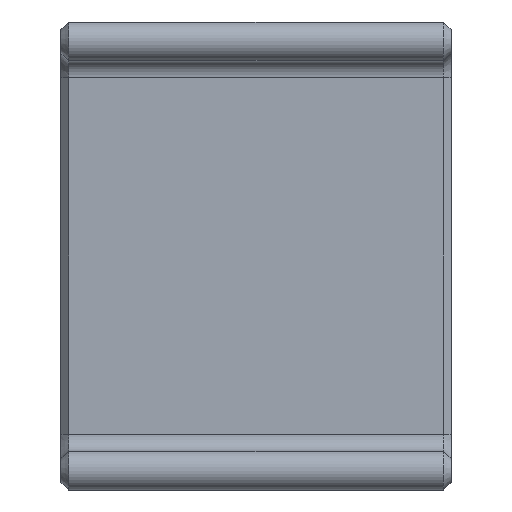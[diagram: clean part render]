
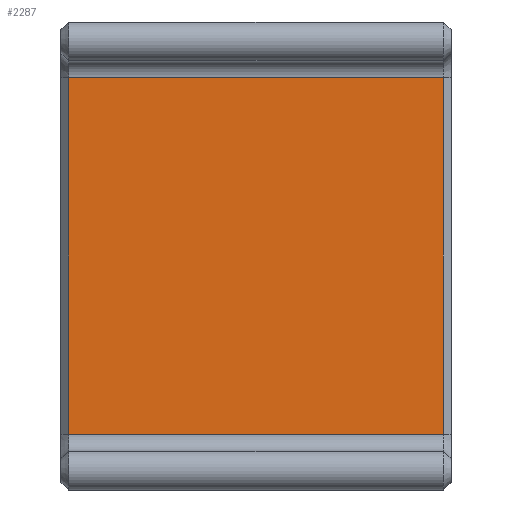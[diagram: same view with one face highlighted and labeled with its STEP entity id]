
A CAD part, left-side view. The second image highlights one B-rep face of the part: STEP entity #2287.
In plain terms, the highlighted planar face has unit normal (-1, 0, 0).
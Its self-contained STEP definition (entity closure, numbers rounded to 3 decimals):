
#53 = DIRECTION ( 'NONE',  ( 1., 0., 0. ) ) ;
#83 = DIRECTION ( 'NONE',  ( 0., 1., 0. ) ) ;
#145 = ORIENTED_EDGE ( 'NONE', *, *, #2749, .T. ) ;
#258 = CARTESIAN_POINT ( 'NONE',  ( -37.5, 0., -13.8 ) ) ;
#282 = LINE ( 'NONE', #1844, #2157 ) ;
#328 = ORIENTED_EDGE ( 'NONE', *, *, #1824, .T. ) ;
#478 = DIRECTION ( 'NONE',  ( 0., -1., 0. ) ) ;
#550 = DIRECTION ( 'NONE',  ( 0., 0., 1. ) ) ;
#656 = EDGE_CURVE ( 'NONE', #2045, #2120, #1513, .T. ) ;
#717 = ORIENTED_EDGE ( 'NONE', *, *, #2294, .T. ) ;
#977 = AXIS2_PLACEMENT_3D ( 'NONE', #2568, #53, #1282 ) ;
#1099 = EDGE_LOOP ( 'NONE', ( #1561, #717, #145, #328 ) ) ;
#1234 = VERTEX_POINT ( 'NONE', #2896 ) ;
#1282 = DIRECTION ( 'NONE',  ( 0., 0., -1. ) ) ;
#1314 = VECTOR ( 'NONE', #478, 1000. ) ;
#1366 = CARTESIAN_POINT ( 'NONE',  ( -37.5, 29.6, -13.8 ) ) ;
#1513 = LINE ( 'NONE', #258, #1314 ) ;
#1561 = ORIENTED_EDGE ( 'NONE', *, *, #656, .T. ) ;
#1824 = EDGE_CURVE ( 'NONE', #1234, #2045, #2056, .T. ) ;
#1844 = CARTESIAN_POINT ( 'NONE',  ( -37.5, 0.6, -15.1 ) ) ;
#1901 = VECTOR ( 'NONE', #83, 1000. ) ;
#2045 = VERTEX_POINT ( 'NONE', #1366 ) ;
#2054 = PLANE ( 'NONE',  #977 ) ;
#2056 = LINE ( 'NONE', #2322, #2926 ) ;
#2099 = FACE_OUTER_BOUND ( 'NONE', #1099, .T. ) ;
#2120 = VERTEX_POINT ( 'NONE', #2390 ) ;
#2157 = VECTOR ( 'NONE', #550, 1000. ) ;
#2178 = LINE ( 'NONE', #3159, #1901 ) ;
#2287 = ADVANCED_FACE ( 'NONE', ( #2099 ), #2054, .F. ) ;
#2294 = EDGE_CURVE ( 'NONE', #2120, #3047, #282, .T. ) ;
#2322 = CARTESIAN_POINT ( 'NONE',  ( -37.5, 29.6, -13.8 ) ) ;
#2370 = DIRECTION ( 'NONE',  ( 0., 0., -1. ) ) ;
#2390 = CARTESIAN_POINT ( 'NONE',  ( -37.5, 0.6, -13.8 ) ) ;
#2544 = CARTESIAN_POINT ( 'NONE',  ( -37.5, 0.6, 13.8 ) ) ;
#2568 = CARTESIAN_POINT ( 'NONE',  ( -37.5, 30.2, -15.1 ) ) ;
#2749 = EDGE_CURVE ( 'NONE', #3047, #1234, #2178, .T. ) ;
#2896 = CARTESIAN_POINT ( 'NONE',  ( -37.5, 29.6, 13.8 ) ) ;
#2926 = VECTOR ( 'NONE', #2370, 1000. ) ;
#3047 = VERTEX_POINT ( 'NONE', #2544 ) ;
#3159 = CARTESIAN_POINT ( 'NONE',  ( -37.5, 30.2, 13.8 ) ) ;
